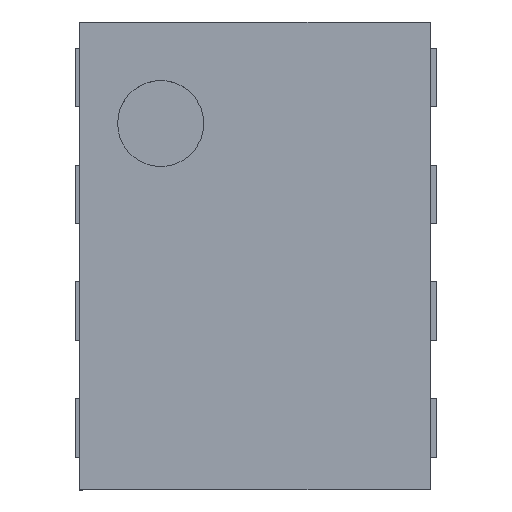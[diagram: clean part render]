
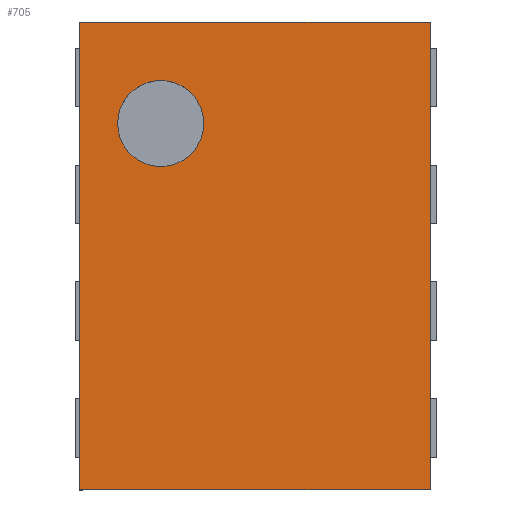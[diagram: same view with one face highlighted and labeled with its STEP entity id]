
A CAD part, top view. The second image highlights one B-rep face of the part: STEP entity #705.
In plain terms, the highlighted face is planar.
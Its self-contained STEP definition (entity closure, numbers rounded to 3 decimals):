
#1 = EDGE_CURVE ( 'NONE', #340, #19, #767, .T. ) ;
#14 = AXIS2_PLACEMENT_3D ( 'NONE', #237, #646, #708 ) ;
#19 = VERTEX_POINT ( 'NONE', #301 ) ;
#48 = CARTESIAN_POINT ( 'NONE',  ( -15.498, 0.9, 22.797 ) ) ;
#68 = DIRECTION ( 'NONE',  ( 0., 0., 1. ) ) ;
#71 = VERTEX_POINT ( 'NONE', #884 ) ;
#74 = DIRECTION ( 'NONE',  ( -1., 0., 0. ) ) ;
#82 = DIRECTION ( 'NONE',  ( 1., 0., 0. ) ) ;
#114 = VECTOR ( 'NONE', #849, 1000. ) ;
#144 = CARTESIAN_POINT ( 'NONE',  ( -17.498, 0.9, 21.297 ) ) ;
#154 = EDGE_LOOP ( 'NONE', ( #417, #435 ) ) ;
#194 = CARTESIAN_POINT ( 'NONE',  ( -17.064, 0.9, 22.266 ) ) ;
#199 = DIRECTION ( 'NONE',  ( 0., 0., 1. ) ) ;
#209 = ORIENTED_EDGE ( 'NONE', *, *, #456, .T. ) ;
#212 = CARTESIAN_POINT ( 'NONE',  ( -15.498, 0.9, 22.797 ) ) ;
#217 = PLANE ( 'NONE',  #436 ) ;
#237 = CARTESIAN_POINT ( 'NONE',  ( -17.064, 0.9, 22.45 ) ) ;
#269 = CARTESIAN_POINT ( 'NONE',  ( -17.064, 0.9, 22.45 ) ) ;
#297 = LINE ( 'NONE', #48, #783 ) ;
#299 = VECTOR ( 'NONE', #82, 1000. ) ;
#301 = CARTESIAN_POINT ( 'NONE',  ( -17.064, 0.9, 22.634 ) ) ;
#316 = EDGE_CURVE ( 'NONE', #19, #340, #727, .T. ) ;
#324 = LINE ( 'NONE', #144, #114 ) ;
#340 = VERTEX_POINT ( 'NONE', #194 ) ;
#360 = VERTEX_POINT ( 'NONE', #413 ) ;
#368 = FACE_OUTER_BOUND ( 'NONE', #474, .T. ) ;
#385 = CARTESIAN_POINT ( 'NONE',  ( -17.498, 0.9, 22.797 ) ) ;
#413 = CARTESIAN_POINT ( 'NONE',  ( -17.498, 0.9, 22.797 ) ) ;
#417 = ORIENTED_EDGE ( 'NONE', *, *, #316, .F. ) ;
#435 = ORIENTED_EDGE ( 'NONE', *, *, #1, .F. ) ;
#436 = AXIS2_PLACEMENT_3D ( 'NONE', #699, #507, #68 ) ;
#456 = EDGE_CURVE ( 'NONE', #495, #71, #297, .T. ) ;
#474 = EDGE_LOOP ( 'NONE', ( #209, #716, #584, #741 ) ) ;
#490 = CARTESIAN_POINT ( 'NONE',  ( -17.498, 0.9, 21.297 ) ) ;
#491 = FACE_BOUND ( 'NONE', #154, .T. ) ;
#495 = VERTEX_POINT ( 'NONE', #212 ) ;
#507 = DIRECTION ( 'NONE',  ( 0., 1., 0. ) ) ;
#516 = VERTEX_POINT ( 'NONE', #490 ) ;
#584 = ORIENTED_EDGE ( 'NONE', *, *, #734, .T. ) ;
#591 = LINE ( 'NONE', #385, #299 ) ;
#638 = CARTESIAN_POINT ( 'NONE',  ( -15.498, 0.9, 21.297 ) ) ;
#646 = DIRECTION ( 'NONE',  ( 0., 1., 0. ) ) ;
#665 = AXIS2_PLACEMENT_3D ( 'NONE', #269, #750, #199 ) ;
#699 = CARTESIAN_POINT ( 'NONE',  ( 0., 0.9, 0. ) ) ;
#705 = ADVANCED_FACE ( 'NONE', ( #491, #368 ), #217, .T. ) ;
#708 = DIRECTION ( 'NONE',  ( 0., 0., 1. ) ) ;
#716 = ORIENTED_EDGE ( 'NONE', *, *, #801, .T. ) ;
#727 = CIRCLE ( 'NONE', #665, 0.184 ) ;
#734 = EDGE_CURVE ( 'NONE', #516, #360, #324, .T. ) ;
#741 = ORIENTED_EDGE ( 'NONE', *, *, #899, .T. ) ;
#750 = DIRECTION ( 'NONE',  ( 0., 1., 0. ) ) ;
#767 = CIRCLE ( 'NONE', #14, 0.184 ) ;
#769 = DIRECTION ( 'NONE',  ( 0., 0., -1. ) ) ;
#783 = VECTOR ( 'NONE', #769, 1000. ) ;
#801 = EDGE_CURVE ( 'NONE', #71, #516, #900, .T. ) ;
#849 = DIRECTION ( 'NONE',  ( 0., 0., 1. ) ) ;
#872 = VECTOR ( 'NONE', #74, 1000. ) ;
#884 = CARTESIAN_POINT ( 'NONE',  ( -15.498, 0.9, 21.297 ) ) ;
#899 = EDGE_CURVE ( 'NONE', #360, #495, #591, .T. ) ;
#900 = LINE ( 'NONE', #638, #872 ) ;
